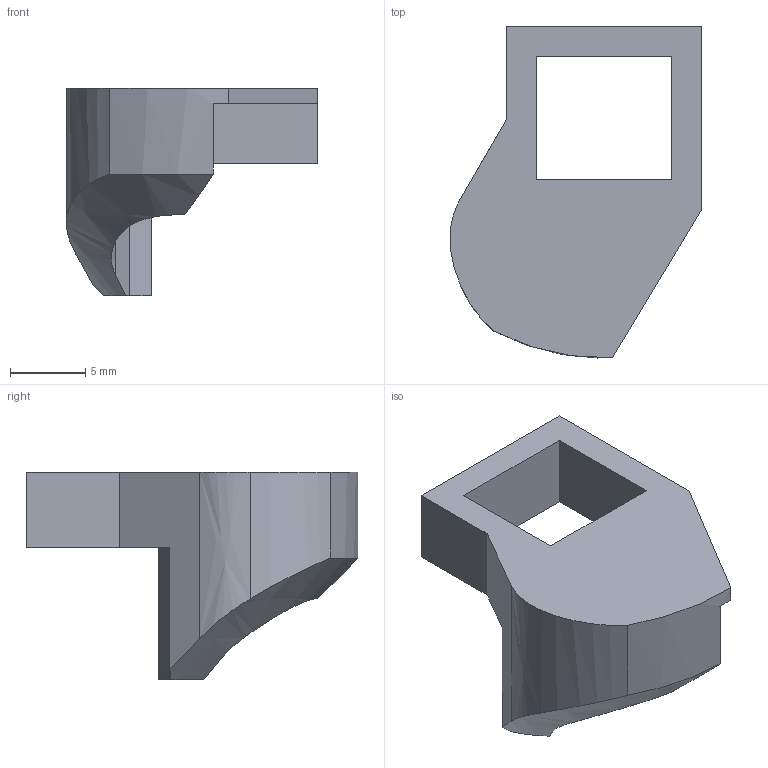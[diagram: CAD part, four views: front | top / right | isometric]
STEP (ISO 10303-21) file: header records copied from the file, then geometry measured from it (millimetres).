
FILE_DESCRIPTION(/* description */ (''),/* implementation_level */ '2;1');
FILE_NAME(/* name */ 'extruder inlet guide.step',/* time_stamp */ '2025-05-17T00:16:50+02:00',/* author */ (''),/* organization */ (''),/* preprocessor_version */ 'ST-DEVELOPER v20.1',/* originating_system */ 'Autodesk Translation Framework v14.4.0.0',/* authorisation */ '');
FILE_SCHEMA (('AUTOMOTIVE_DESIGN { 1 0 10303 214 3 1 1 }'));
Length unit declared in the file: millimetre
Products named in the file (1): GB V2 extruder inlet guide
Bounding box: 16.75 x 22.1 x 13.8 mm (x, y, z)
Volume: 951.9 mm3; surface area: 1186.6 mm2
Topology: 1 solids, 1 shells, 25 faces, 68 edges, 45 vertices
Faces by surface type: plane 19, bspline 3, cylinder 2, cone 1
Entity records: 952 total; most frequent: CARTESIAN_POINT 310, ORIENTED_EDGE 136, DIRECTION 109, EDGE_CURVE 68, LINE 51, VECTOR 51, VERTEX_POINT 45, AXIS2_PLACEMENT_3D 29
